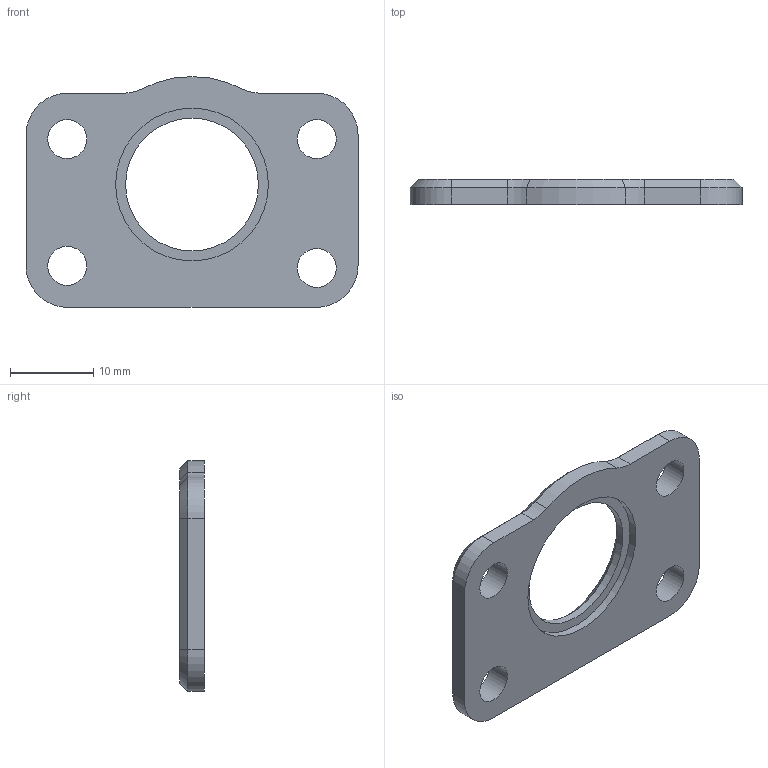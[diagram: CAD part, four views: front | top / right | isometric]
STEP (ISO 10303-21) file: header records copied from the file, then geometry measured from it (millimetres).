
FILE_DESCRIPTION(/* description */ ('CAx-IF Rec.Pracs.---Representation and Presentation of Product Manufacturing Information (PMI)---4.0---2014-10-13','CAx-IF Rec.Pracs.---3D Tessellated Geometry---0.4---2014-09-14','2;1'),/* implementation_level */ '2;1');
FILE_NAME(/* name */ 'BearingCover',/* time_stamp */ '2025-01-29T09:53:43+09:00',/* author */ (''),/* organization */ (''),/* preprocessor_version */ 'ST-DEVELOPER v19.3',/* originating_system */ 'SIEMENS PLM Software NX2212.3001',/* authorisation */ $);
FILE_SCHEMA (('AP242_MANAGED_MODEL_BASED_3D_ENGINEERING_MIM_LF { 1 0 10303 442 3 1 4 }'));
Length unit declared in the file: millimetre
Products named in the file (1): BearingCover
Bounding box: 40 x 3 x 27.8 mm (x, y, z)
Volume: 2125.6 mm3; surface area: 2122.9 mm2
Topology: 1 solids, 1 shells, 34 faces, 82 edges, 51 vertices
Faces by surface type: plane 13, cylinder 13, cone 8
Full cylindrical faces by diameter (mm): 4.7 x4, 16 x1, 18.4 x1
Entity records: 1113 total; most frequent: DIRECTION 209, CARTESIAN_POINT 181, ORIENTED_EDGE 146, AXIS2_PLACEMENT_3D 85, EDGE_CURVE 73, EDGE_LOOP 52, FACE_BOUND 52, VERTEX_POINT 49
